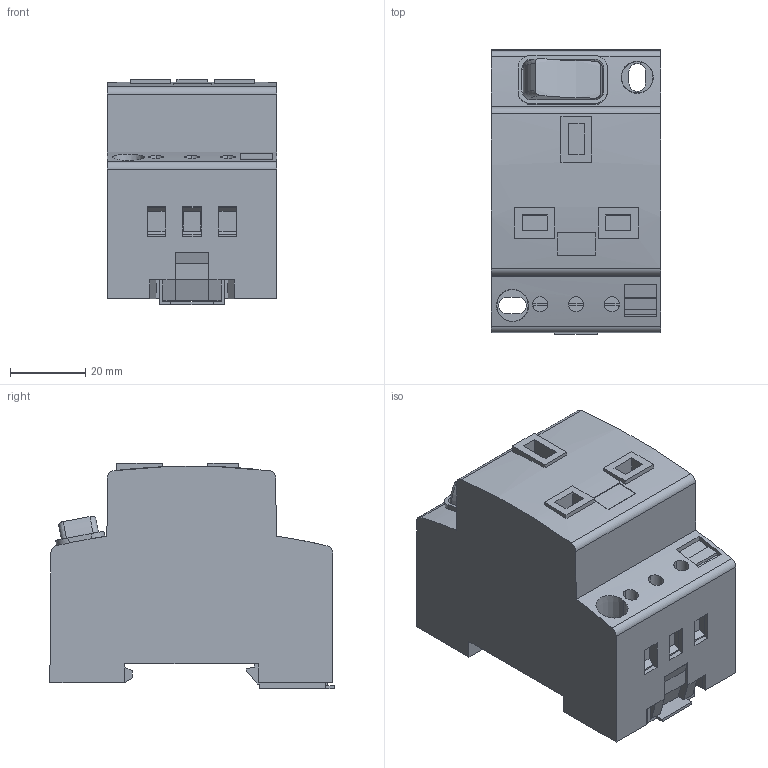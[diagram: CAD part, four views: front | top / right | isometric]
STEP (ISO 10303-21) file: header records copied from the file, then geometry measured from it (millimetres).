
FILE_DESCRIPTION(('Creo Elements/Direct Modeling STEP Export'),'2;1');
FILE_NAME('model.stp','2020-10-02T 0:19:00',(''),(''),'Creo Elements/Direct Modeling STEP processor for AP214 (Solid Model)','Creo Elements/Direct Modeling 20.1A 29-Sep-2018 (C) Parametric Technology GmbH','');
FILE_SCHEMA(('AUTOMOTIVE_DESIGN { 1 0 10303 214 1 1 1 1 }'));
Length unit declared in the file: millimetre
Products named in the file (2): 0804058_EO_G_UT_SH_S-select
Assembly tree (1 placements, depth 2):
  0804058_EO_G_UT_SH_S-select
    0804058_EO_G_UT_SH_S-select
Bounding box: 45 x 75.48 x 59.95 mm (x, y, z)
Volume: 155167.1 mm3; surface area: 23135.9 mm2
Topology: 1 solids, 1 shells, 216 faces, 584 edges, 386 vertices
Faces by surface type: plane 179, cylinder 29, cone 4, torus 4
Entity records: 10165 total; most frequent: CARTESIAN_POINT 4205, ORIENTED_EDGE 1168, DIRECTION 1003, EDGE_CURVE 584, VECTOR 465, LINE 465, VERTEX_POINT 386, AXIS2_PLACEMENT_3D 269
